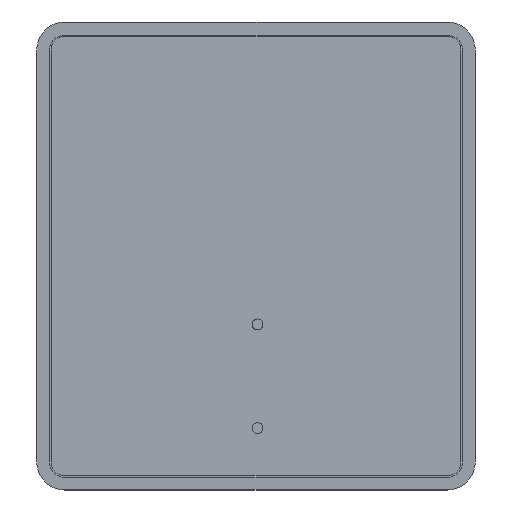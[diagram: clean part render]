
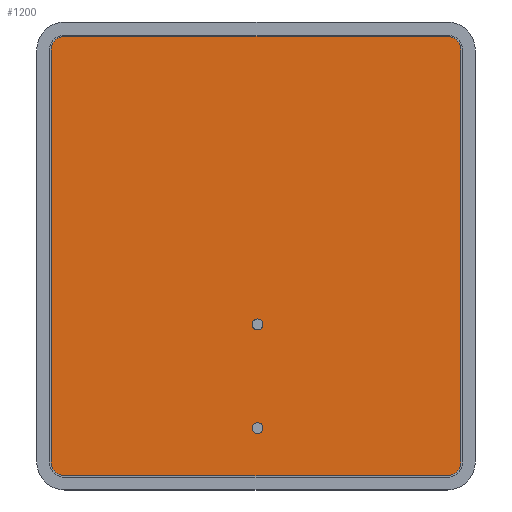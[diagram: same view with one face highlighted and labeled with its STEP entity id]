
A CAD part, top view. The second image highlights one B-rep face of the part: STEP entity #1200.
In plain terms, the highlighted planar face has unit normal (0, 0, 1).
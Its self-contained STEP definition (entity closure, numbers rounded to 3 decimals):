
#818=CARTESIAN_POINT('',(257.04,-148.27,-4.));
#819=VERTEX_POINT('',#818);
#820=CARTESIAN_POINT('',(257.04,-82.36,-4.));
#821=VERTEX_POINT('',#820);
#822=CARTESIAN_POINT('',(257.04,-148.27,-4.));
#823=DIRECTION('',(0.,1.,0.));
#824=VECTOR('',#823,65.91);
#825=LINE('',#822,#824);
#826=EDGE_CURVE('',#819,#821,#825,.T.);
#858=CARTESIAN_POINT('',(254.84,-150.47,-4.));
#859=VERTEX_POINT('',#858);
#860=CARTESIAN_POINT('',(254.84,-148.27,-4.));
#861=DIRECTION('',(0.,0.,1.));
#862=DIRECTION('',(1.,0.,-0.));
#863=AXIS2_PLACEMENT_3D('',#860,#861,#862);
#864=CIRCLE('',#863,2.2);
#865=EDGE_CURVE('',#859,#819,#864,.T.);
#891=CARTESIAN_POINT('',(193.63,-150.47,-4.));
#892=VERTEX_POINT('',#891);
#893=CARTESIAN_POINT('',(193.63,-150.47,-4.));
#894=DIRECTION('',(1.,0.,-0.));
#895=VECTOR('',#894,61.21);
#896=LINE('',#893,#895);
#897=EDGE_CURVE('',#892,#859,#896,.T.);
#922=CARTESIAN_POINT('',(191.43,-148.27,-4.));
#923=VERTEX_POINT('',#922);
#924=CARTESIAN_POINT('',(193.63,-148.27,-4.));
#925=DIRECTION('',(0.,0.,1.));
#926=DIRECTION('',(1.,0.,-0.));
#927=AXIS2_PLACEMENT_3D('',#924,#925,#926);
#928=CIRCLE('',#927,2.2);
#929=EDGE_CURVE('',#923,#892,#928,.T.);
#955=CARTESIAN_POINT('',(191.43,-82.36,-4.));
#956=VERTEX_POINT('',#955);
#957=CARTESIAN_POINT('',(191.43,-82.36,-4.));
#958=DIRECTION('',(0.,-1.,0.));
#959=VECTOR('',#958,65.91);
#960=LINE('',#957,#959);
#961=EDGE_CURVE('',#956,#923,#960,.T.);
#986=CARTESIAN_POINT('',(193.63,-80.16,-4.));
#987=VERTEX_POINT('',#986);
#988=CARTESIAN_POINT('',(193.63,-82.36,-4.));
#989=DIRECTION('',(0.,0.,1.));
#990=DIRECTION('',(1.,0.,-0.));
#991=AXIS2_PLACEMENT_3D('',#988,#989,#990);
#992=CIRCLE('',#991,2.2);
#993=EDGE_CURVE('',#987,#956,#992,.T.);
#1019=CARTESIAN_POINT('',(254.84,-80.16,-4.));
#1020=VERTEX_POINT('',#1019);
#1021=CARTESIAN_POINT('',(254.84,-80.16,-4.));
#1022=DIRECTION('',(-1.,0.,0.));
#1023=VECTOR('',#1022,61.21);
#1024=LINE('',#1021,#1023);
#1025=EDGE_CURVE('',#1020,#987,#1024,.T.);
#1050=CARTESIAN_POINT('',(254.84,-82.36,-4.));
#1051=DIRECTION('',(0.,0.,1.));
#1052=DIRECTION('',(1.,0.,-0.));
#1053=AXIS2_PLACEMENT_3D('',#1050,#1051,#1052);
#1054=CIRCLE('',#1053,2.2);
#1055=EDGE_CURVE('',#821,#1020,#1054,.T.);
#1134=CARTESIAN_POINT('',(225.355,-126.28,-4.));
#1135=VERTEX_POINT('',#1134);
#1142=CARTESIAN_POINT('',(224.48,-126.28,-4.));
#1143=DIRECTION('',(0.,0.,1.));
#1144=DIRECTION('',(1.,0.,-0.));
#1145=AXIS2_PLACEMENT_3D('',#1142,#1143,#1144);
#1146=CIRCLE('',#1145,0.875);
#1147=EDGE_CURVE('',#1135,#1135,#1146,.T.);
#1159=CARTESIAN_POINT('',(225.355,-142.88,-4.));
#1160=VERTEX_POINT('',#1159);
#1167=CARTESIAN_POINT('',(224.48,-142.88,-4.));
#1168=DIRECTION('',(0.,0.,1.));
#1169=DIRECTION('',(1.,0.,-0.));
#1170=AXIS2_PLACEMENT_3D('',#1167,#1168,#1169);
#1171=CIRCLE('',#1170,0.875);
#1172=EDGE_CURVE('',#1160,#1160,#1171,.T.);
#1179=CARTESIAN_POINT('',(258.13,-115.315,-4.));
#1180=DIRECTION('',(0.,0.,1.));
#1181=DIRECTION('',(1.,0.,0.));
#1182=AXIS2_PLACEMENT_3D('',#1179,#1180,#1181);
#1183=PLANE('',#1182);
#1184=ORIENTED_EDGE('',*,*,#1172,.F.);
#1185=EDGE_LOOP('',(#1184));
#1186=FACE_BOUND('',#1185,.T.);
#1187=ORIENTED_EDGE('',*,*,#1147,.F.);
#1188=EDGE_LOOP('',(#1187));
#1189=FACE_BOUND('',#1188,.T.);
#1190=ORIENTED_EDGE('',*,*,#826,.T.);
#1191=ORIENTED_EDGE('',*,*,#1055,.T.);
#1192=ORIENTED_EDGE('',*,*,#1025,.T.);
#1193=ORIENTED_EDGE('',*,*,#993,.T.);
#1194=ORIENTED_EDGE('',*,*,#961,.T.);
#1195=ORIENTED_EDGE('',*,*,#929,.T.);
#1196=ORIENTED_EDGE('',*,*,#897,.T.);
#1197=ORIENTED_EDGE('',*,*,#865,.T.);
#1198=EDGE_LOOP('',(#1190,#1191,#1192,#1193,#1194,#1195,#1196,#1197));
#1199=FACE_BOUND('',#1198,.T.);
#1200=ADVANCED_FACE('',(#1186,#1189,#1199),#1183,.T.);
